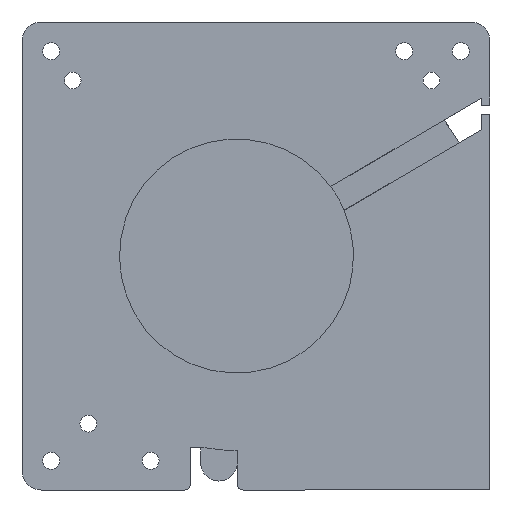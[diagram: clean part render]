
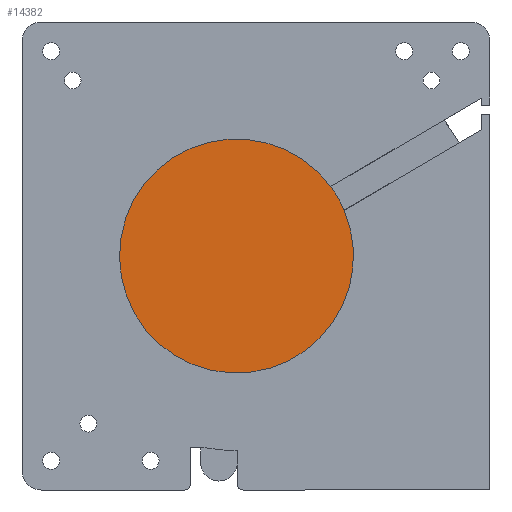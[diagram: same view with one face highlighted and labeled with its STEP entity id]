
A CAD part, front view. The second image highlights one B-rep face of the part: STEP entity #14382.
In plain terms, the highlighted planar face has unit normal (0, -1, 0).
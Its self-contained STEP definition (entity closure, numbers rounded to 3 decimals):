
#1207 = DIRECTION ( 'NONE',  ( 0., 1., 0. ) ) ;
#1825 = FACE_OUTER_BOUND ( 'NONE', #13903, .T. ) ;
#2284 = EDGE_CURVE ( 'NONE', #7111, #11783, #10545, .T. ) ;
#2554 = AXIS2_PLACEMENT_3D ( 'NONE', #8384, #9355, #11793 ) ;
#2815 = AXIS2_PLACEMENT_3D ( 'NONE', #9160, #1207, #15238 ) ;
#3577 = DIRECTION ( 'NONE',  ( 0., 1., 0. ) ) ;
#3727 = VERTEX_POINT ( 'NONE', #12466 ) ;
#4991 = ORIENTED_EDGE ( 'NONE', *, *, #2284, .F. ) ;
#5767 = CARTESIAN_POINT ( 'NONE',  ( 142.722, -26.603, -177.042 ) ) ;
#7111 = VERTEX_POINT ( 'NONE', #15053 ) ;
#7239 = ORIENTED_EDGE ( 'NONE', *, *, #11373, .F. ) ;
#7306 = DIRECTION ( 'NONE',  ( -1., 0., 0. ) ) ;
#8024 = DIRECTION ( 'NONE',  ( 0., 1., 0. ) ) ;
#8384 = CARTESIAN_POINT ( 'NONE',  ( 142.722, -26.603, -177.042 ) ) ;
#9018 = DIRECTION ( 'NONE',  ( -1., 0., 0. ) ) ;
#9160 = CARTESIAN_POINT ( 'NONE',  ( 142.722, -26.603, -177.042 ) ) ;
#9355 = DIRECTION ( 'NONE',  ( 0., -1., 0. ) ) ;
#9866 = EDGE_CURVE ( 'NONE', #3727, #7111, #14969, .T. ) ;
#10545 = CIRCLE ( 'NONE', #2815, 30. ) ;
#10685 = PLANE ( 'NONE',  #2554 ) ;
#11373 = EDGE_CURVE ( 'NONE', #11783, #3727, #14517, .T. ) ;
#11680 = CARTESIAN_POINT ( 'NONE',  ( 142.722, -26.603, -177.042 ) ) ;
#11783 = VERTEX_POINT ( 'NONE', #14539 ) ;
#11793 = DIRECTION ( 'NONE',  ( 0., 0., -1. ) ) ;
#12081 = AXIS2_PLACEMENT_3D ( 'NONE', #11680, #8024, #9018 ) ;
#12466 = CARTESIAN_POINT ( 'NONE',  ( 116.662, -26.603, -191.902 ) ) ;
#13903 = EDGE_LOOP ( 'NONE', ( #7239, #4991, #14429 ) ) ;
#14382 = ADVANCED_FACE ( 'NONE', ( #1825 ), #10685, .T. ) ;
#14429 = ORIENTED_EDGE ( 'NONE', *, *, #9866, .F. ) ;
#14517 = CIRCLE ( 'NONE', #12081, 30. ) ;
#14539 = CARTESIAN_POINT ( 'NONE',  ( 170.339, -26.603, -165.323 ) ) ;
#14969 = CIRCLE ( 'NONE', #16316, 30. ) ;
#15053 = CARTESIAN_POINT ( 'NONE',  ( 166.871, -26.603, -159.242 ) ) ;
#15238 = DIRECTION ( 'NONE',  ( 0., 0., -1. ) ) ;
#16316 = AXIS2_PLACEMENT_3D ( 'NONE', #5767, #3577, #7306 ) ;
